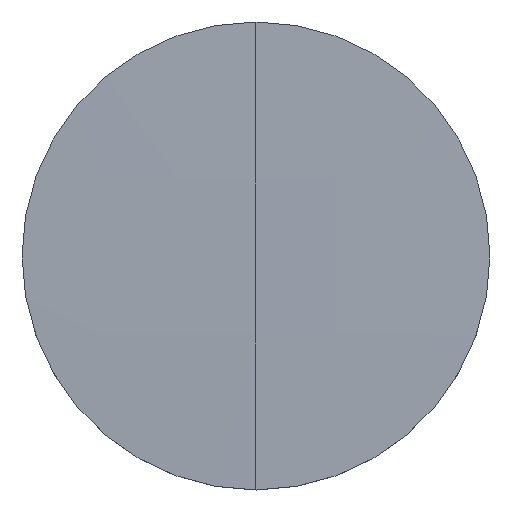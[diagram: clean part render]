
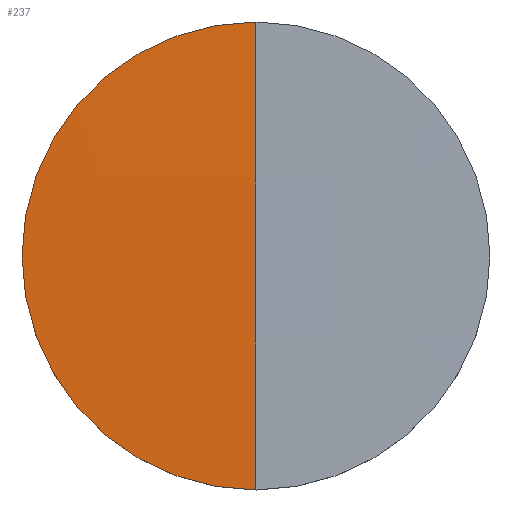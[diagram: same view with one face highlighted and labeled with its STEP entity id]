
A CAD part, top view. The second image highlights one B-rep face of the part: STEP entity #237.
In plain terms, the highlighted free-form (B-spline) face has degree [3, 3] with [4, 4] control points.
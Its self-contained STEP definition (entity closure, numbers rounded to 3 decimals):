
#8 = CARTESIAN_POINT ( 'NONE',  ( -12.777, -4.285, 2.924 ) ) ;
#11 = CARTESIAN_POINT ( 'NONE',  ( -8.516, 12.852, 2.846 ) ) ;
#31 = AXIS2_PLACEMENT_3D ( 'NONE', #173, #199, #100 ) ;
#32 = CARTESIAN_POINT ( 'NONE',  ( -8.516, -12.852, 2.846 ) ) ;
#33 = CARTESIAN_POINT ( 'NONE',  ( -12.774, 12.852, 2.77 ) ) ;
#35 = CARTESIAN_POINT ( 'NONE',  ( 0., 0., 2.887 ) ) ;
#47 = ORIENTED_EDGE ( 'NONE', *, *, #85, .F. ) ;
#58 = CARTESIAN_POINT ( 'NONE',  ( -4.259, -4.285, 3.039 ) ) ;
#59 = CARTESIAN_POINT ( 'NONE',  ( 0., -12.7, 2.887 ) ) ;
#61 = DIRECTION ( 'NONE',  ( 0., 0., -1. ) ) ;
#69 = AXIS2_PLACEMENT_3D ( 'NONE', #35, #61, #84 ) ;
#78 = CARTESIAN_POINT ( 'NONE',  ( -12.777, 4.285, 2.924 ) ) ;
#84 = DIRECTION ( 'NONE',  ( 1., 0., 0. ) ) ;
#85 = EDGE_CURVE ( 'NONE', #249, #195, #257, .T. ) ;
#93 = CIRCLE ( 'NONE', #69, 12.7 ) ;
#95 = DIRECTION ( 'NONE',  ( 0., 0., -1. ) ) ;
#100 = DIRECTION ( 'NONE',  ( 0., -1., 0. ) ) ;
#102 = CARTESIAN_POINT ( 'NONE',  ( 0., 0., 2.887 ) ) ;
#113 =( BOUNDED_SURFACE ( )  B_SPLINE_SURFACE ( 3, 3, ( 
 ( #134, #226, #32, #244 ),
 ( #228, #58, #282, #8 ),
 ( #178, #133, #262, #78 ),
 ( #131, #203, #11, #33 ) ),
 .UNSPECIFIED., .F., .F., .F. ) 
 B_SPLINE_SURFACE_WITH_KNOTS ( ( 4, 4 ),
 ( 4, 4 ),
 ( 0., 1. ),
 ( 0., 1. ),
 .UNSPECIFIED. ) 
 GEOMETRIC_REPRESENTATION_ITEM ( )  RATIONAL_B_SPLINE_SURFACE ( (
 ( 1., 1., 1., 1.),
 ( 1., 1., 1., 1.),
 ( 1., 1., 1., 1.),
 ( 1., 1., 1., 1.) ) ) 
 REPRESENTATION_ITEM ( '' )  SURFACE ( )  );
#131 = CARTESIAN_POINT ( 'NONE',  ( 0., 12.852, 2.884 ) ) ;
#132 = EDGE_CURVE ( 'NONE', #249, #230, #147, .T. ) ;
#133 = CARTESIAN_POINT ( 'NONE',  ( -4.259, 4.285, 3.039 ) ) ;
#134 = CARTESIAN_POINT ( 'NONE',  ( 0., -12.852, 2.884 ) ) ;
#147 = CIRCLE ( 'NONE', #31, 713.6 ) ;
#173 = CARTESIAN_POINT ( 'NONE',  ( 0., 0., -710.6 ) ) ;
#178 = CARTESIAN_POINT ( 'NONE',  ( 0., 4.285, 3.039 ) ) ;
#180 = CARTESIAN_POINT ( 'NONE',  ( 0., 12.7, 2.887 ) ) ;
#195 = VERTEX_POINT ( 'NONE', #281 ) ;
#199 = DIRECTION ( 'NONE',  ( -1., 0., 0. ) ) ;
#203 = CARTESIAN_POINT ( 'NONE',  ( -4.258, 12.852, 2.884 ) ) ;
#220 = EDGE_LOOP ( 'NONE', ( #47, #284, #280 ) ) ;
#226 = CARTESIAN_POINT ( 'NONE',  ( -4.258, -12.852, 2.884 ) ) ;
#228 = CARTESIAN_POINT ( 'NONE',  ( 0., -4.285, 3.039 ) ) ;
#230 = VERTEX_POINT ( 'NONE', #180 ) ;
#237 = ADVANCED_FACE ( 'NONE', ( #270 ), #113, .T. ) ;
#244 = CARTESIAN_POINT ( 'NONE',  ( -12.774, -12.852, 2.77 ) ) ;
#249 = VERTEX_POINT ( 'NONE', #59 ) ;
#256 = DIRECTION ( 'NONE',  ( 1., 0., 0. ) ) ;
#257 = CIRCLE ( 'NONE', #275, 12.7 ) ;
#262 = CARTESIAN_POINT ( 'NONE',  ( -8.518, 4.285, 3. ) ) ;
#270 = FACE_OUTER_BOUND ( 'NONE', #220, .T. ) ;
#275 = AXIS2_PLACEMENT_3D ( 'NONE', #102, #95, #256 ) ;
#280 = ORIENTED_EDGE ( 'NONE', *, *, #283, .F. ) ;
#281 = CARTESIAN_POINT ( 'NONE',  ( -12.7, 0., 2.887 ) ) ;
#282 = CARTESIAN_POINT ( 'NONE',  ( -8.518, -4.285, 3. ) ) ;
#283 = EDGE_CURVE ( 'NONE', #195, #230, #93, .T. ) ;
#284 = ORIENTED_EDGE ( 'NONE', *, *, #132, .T. ) ;
